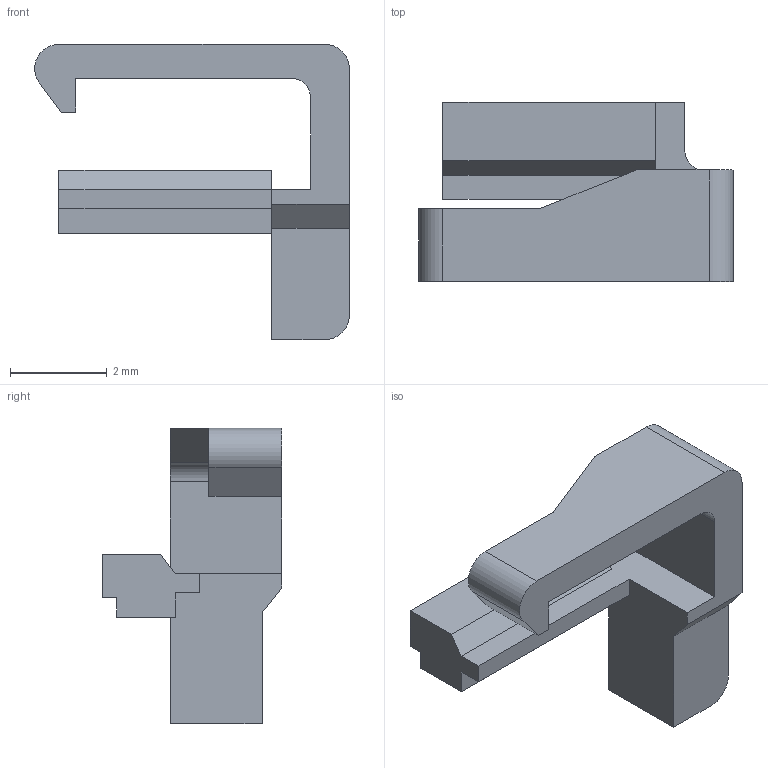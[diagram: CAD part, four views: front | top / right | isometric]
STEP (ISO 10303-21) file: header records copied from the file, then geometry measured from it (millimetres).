
FILE_DESCRIPTION((''),'2;1');
FILE_NAME('FHG20019-02GYB','2025-09-01T',('工程三'),(''),'PRO/ENGINEER BY PARAMETRIC TECHNOLOGY CORPORATION, 2010280','PRO/ENGINEER BY PARAMETRIC TECHNOLOGY CORPORATION, 2010280','');
FILE_SCHEMA(('CONFIG_CONTROL_DESIGN'));
Length unit declared in the file: millimetre
Products named in the file (1): FHG20019-02GYB
Bounding box: 6.5 x 3.7 x 6.1 mm (x, y, z)
Volume: 32.3 mm3; surface area: 109.4 mm2
Topology: 1 solids, 1 shells, 33 faces, 93 edges, 62 vertices
Faces by surface type: plane 28, cylinder 5
Entity records: 1095 total; most frequent: CARTESIAN_POINT 188, ORIENTED_EDGE 186, DIRECTION 169, EDGE_CURVE 93, VECTOR 83, LINE 83, VERTEX_POINT 62, AXIS2_PLACEMENT_3D 43
